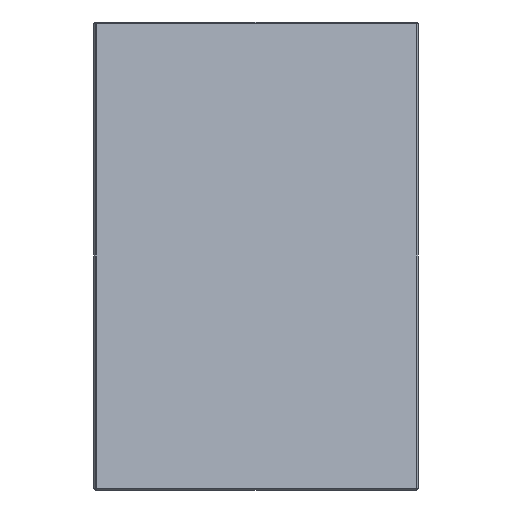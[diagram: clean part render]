
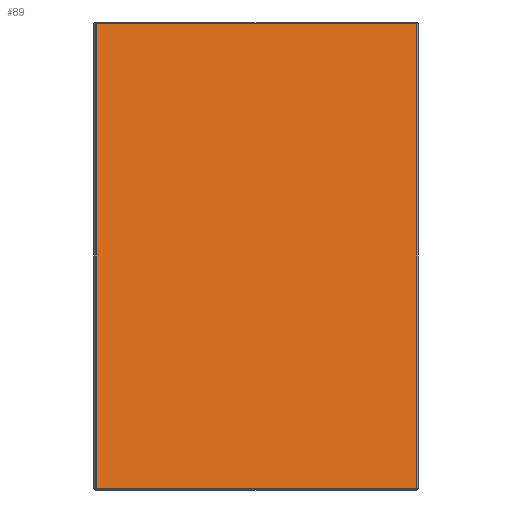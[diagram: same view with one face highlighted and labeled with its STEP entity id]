
A CAD part, left-side view. The second image highlights one B-rep face of the part: STEP entity #89.
In plain terms, the highlighted planar face has unit normal (-0.941, -0.34, 0).
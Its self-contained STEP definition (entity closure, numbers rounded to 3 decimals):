
#20 = CARTESIAN_POINT ( 'NONE',  ( 64.762, -179.34, 260. ) ) ;
#21 = EDGE_LOOP ( 'NONE', ( #309, #135, #608, #147 ) ) ;
#55 = DIRECTION ( 'NONE',  ( -0.34, 0.941, 0. ) ) ;
#74 = VERTEX_POINT ( 'NONE', #453 ) ;
#76 = CARTESIAN_POINT ( 'NONE',  ( 0.484, -1.34, 260. ) ) ;
#89 = ADVANCED_FACE ( 'NONE', ( #686 ), #402, .F. ) ;
#109 = VERTEX_POINT ( 'NONE', #295 ) ;
#110 = AXIS2_PLACEMENT_3D ( 'NONE', #575, #111, #55 ) ;
#111 = DIRECTION ( 'NONE',  ( 0.941, 0.34, 0. ) ) ;
#135 = ORIENTED_EDGE ( 'NONE', *, *, #235, .T. ) ;
#142 = VECTOR ( 'NONE', #368, 1000. ) ;
#147 = ORIENTED_EDGE ( 'NONE', *, *, #611, .T. ) ;
#148 = DIRECTION ( 'NONE',  ( 0.34, -0.941, 0. ) ) ;
#189 = VERTEX_POINT ( 'NONE', #376 ) ;
#207 = VERTEX_POINT ( 'NONE', #328 ) ;
#222 = EDGE_CURVE ( 'NONE', #189, #109, #259, .T. ) ;
#235 = EDGE_CURVE ( 'NONE', #109, #74, #290, .T. ) ;
#251 = VECTOR ( 'NONE', #148, 1000. ) ;
#259 = LINE ( 'NONE', #667, #251 ) ;
#260 = DIRECTION ( 'NONE',  ( -0.34, 0.941, 0. ) ) ;
#271 = EDGE_CURVE ( 'NONE', #74, #207, #725, .T. ) ;
#290 = LINE ( 'NONE', #20, #142 ) ;
#295 = CARTESIAN_POINT ( 'NONE',  ( 64.762, -179.34, 1. ) ) ;
#309 = ORIENTED_EDGE ( 'NONE', *, *, #222, .T. ) ;
#328 = CARTESIAN_POINT ( 'NONE',  ( 0.484, -1.34, 259. ) ) ;
#368 = DIRECTION ( 'NONE',  ( 0., 0., 1. ) ) ;
#376 = CARTESIAN_POINT ( 'NONE',  ( 0.484, -1.34, 1. ) ) ;
#402 = PLANE ( 'NONE',  #110 ) ;
#438 = LINE ( 'NONE', #76, #743 ) ;
#453 = CARTESIAN_POINT ( 'NONE',  ( 64.762, -179.34, 259. ) ) ;
#546 = VECTOR ( 'NONE', #260, 1000. ) ;
#575 = CARTESIAN_POINT ( 'NONE',  ( 65., -180., 260. ) ) ;
#608 = ORIENTED_EDGE ( 'NONE', *, *, #271, .T. ) ;
#611 = EDGE_CURVE ( 'NONE', #207, #189, #438, .T. ) ;
#667 = CARTESIAN_POINT ( 'NONE',  ( 65., -180., 1. ) ) ;
#686 = FACE_OUTER_BOUND ( 'NONE', #21, .T. ) ;
#704 = DIRECTION ( 'NONE',  ( 0., 0., -1. ) ) ;
#713 = CARTESIAN_POINT ( 'NONE',  ( 65., -180., 259. ) ) ;
#725 = LINE ( 'NONE', #713, #546 ) ;
#743 = VECTOR ( 'NONE', #704, 1000. ) ;
